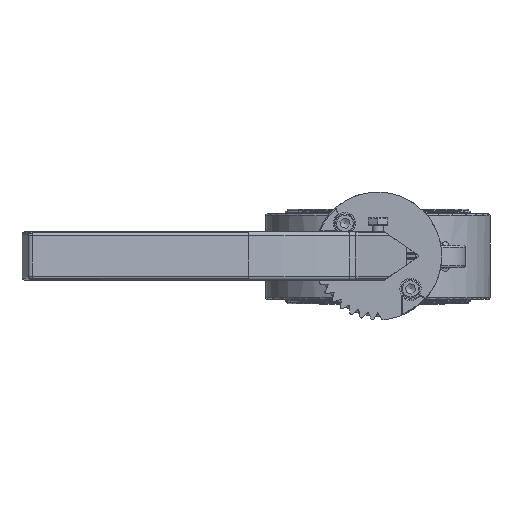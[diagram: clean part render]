
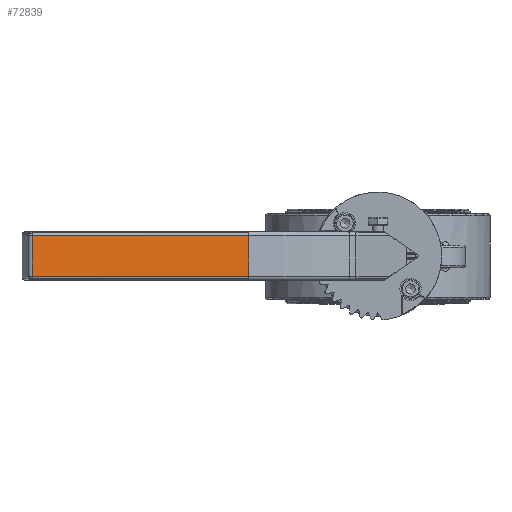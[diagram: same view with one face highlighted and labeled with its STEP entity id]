
A CAD part, top view. The second image highlights one B-rep face of the part: STEP entity #72839.
In plain terms, the highlighted planar face has unit normal (0.15, 0, 0.989).
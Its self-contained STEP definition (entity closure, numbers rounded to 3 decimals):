
#72800=CARTESIAN_POINT('',(-186.195,0.,227.977));
#72801=DIRECTION('',(0.15,0.,0.989));
#72802=DIRECTION('',(0.989,-0.,-0.15));
#72803=AXIS2_PLACEMENT_3D('',#72800,#72801,#72802);
#72804=PLANE('',#72803);
#72805=CARTESIAN_POINT('',(-69.531,-11.,210.268));
#72806=VERTEX_POINT('',#72805);
#72807=CARTESIAN_POINT('',(-186.195,-11.,227.977));
#72808=VERTEX_POINT('',#72807);
#72809=CARTESIAN_POINT('',(-69.531,-11.,210.268));
#72810=DIRECTION('',(-0.989,0.,0.15));
#72811=VECTOR('',#72810,118.);
#72812=LINE('',#72809,#72811);
#72813=EDGE_CURVE('',#72806,#72808,#72812,.T.);
#72814=ORIENTED_EDGE('',*,*,#72813,.F.);
#72815=CARTESIAN_POINT('',(-69.531,11.,210.268));
#72816=VERTEX_POINT('',#72815);
#72817=CARTESIAN_POINT('',(-69.531,-11.,210.268));
#72818=DIRECTION('',(0.,1.,-0.));
#72819=VECTOR('',#72818,22.);
#72820=LINE('',#72817,#72819);
#72821=EDGE_CURVE('',#72806,#72816,#72820,.T.);
#72822=ORIENTED_EDGE('',*,*,#72821,.T.);
#72823=CARTESIAN_POINT('',(-186.195,11.,227.977));
#72824=VERTEX_POINT('',#72823);
#72825=CARTESIAN_POINT('',(-186.195,11.,227.977));
#72826=DIRECTION('',(0.989,-0.,-0.15));
#72827=VECTOR('',#72826,118.);
#72828=LINE('',#72825,#72827);
#72829=EDGE_CURVE('',#72824,#72816,#72828,.T.);
#72830=ORIENTED_EDGE('',*,*,#72829,.F.);
#72831=CARTESIAN_POINT('',(-186.195,-11.,227.977));
#72832=DIRECTION('',(0.,1.,-0.));
#72833=VECTOR('',#72832,22.);
#72834=LINE('',#72831,#72833);
#72835=EDGE_CURVE('',#72808,#72824,#72834,.T.);
#72836=ORIENTED_EDGE('',*,*,#72835,.F.);
#72837=EDGE_LOOP('',(#72814,#72822,#72830,#72836));
#72838=FACE_BOUND('',#72837,.T.);
#72839=ADVANCED_FACE('',(#72838),#72804,.T.);
